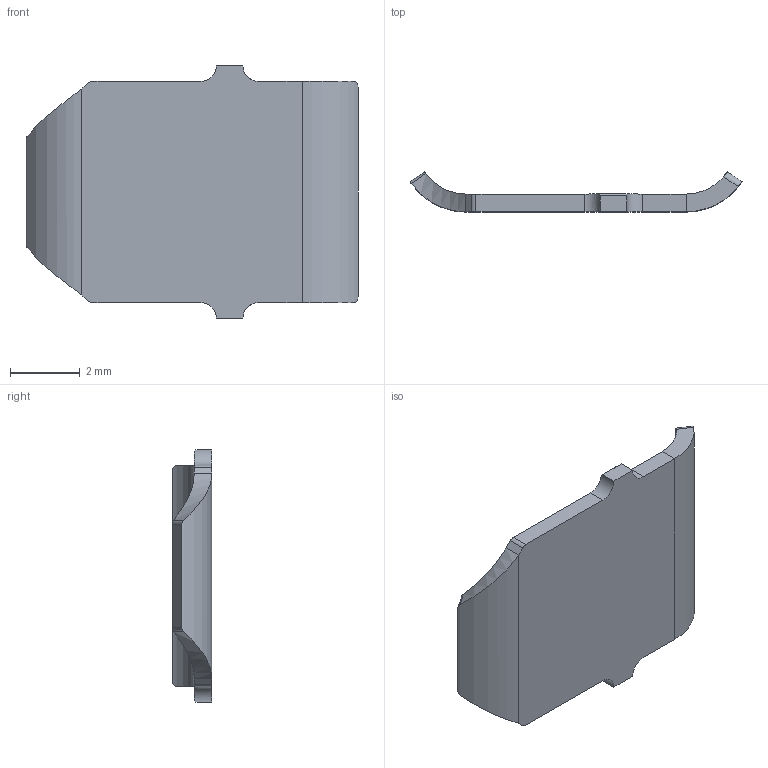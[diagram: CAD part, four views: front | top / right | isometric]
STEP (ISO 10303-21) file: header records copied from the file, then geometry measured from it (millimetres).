
FILE_DESCRIPTION (( 'STEP AP203' ), '1' );
FILE_NAME ('10065.STEP', '2015-02-24T16:38:55', ( '' ), ( '' ), 'SwSTEP 2.0', 'SolidWorks 2014', '' );
FILE_SCHEMA (( 'CONFIG_CONTROL_DESIGN' ));
Length unit declared in the file: inch
Products named in the file (1): 10065
Bounding box: 9.53 x 1.14 x 7.24 mm (x, y, z)
Volume: 29.3 mm3; surface area: 137.3 mm2
Topology: 1 solids, 1 shells, 56 faces, 136 edges, 88 vertices
Faces by surface type: plane 40, cylinder 12, bspline 4
Entity records: 1803 total; most frequent: CARTESIAN_POINT 455, ORIENTED_EDGE 272, DIRECTION 236, EDGE_CURVE 136, VECTOR 98, LINE 98, VERTEX_POINT 88, AXIS2_PLACEMENT_3D 69
